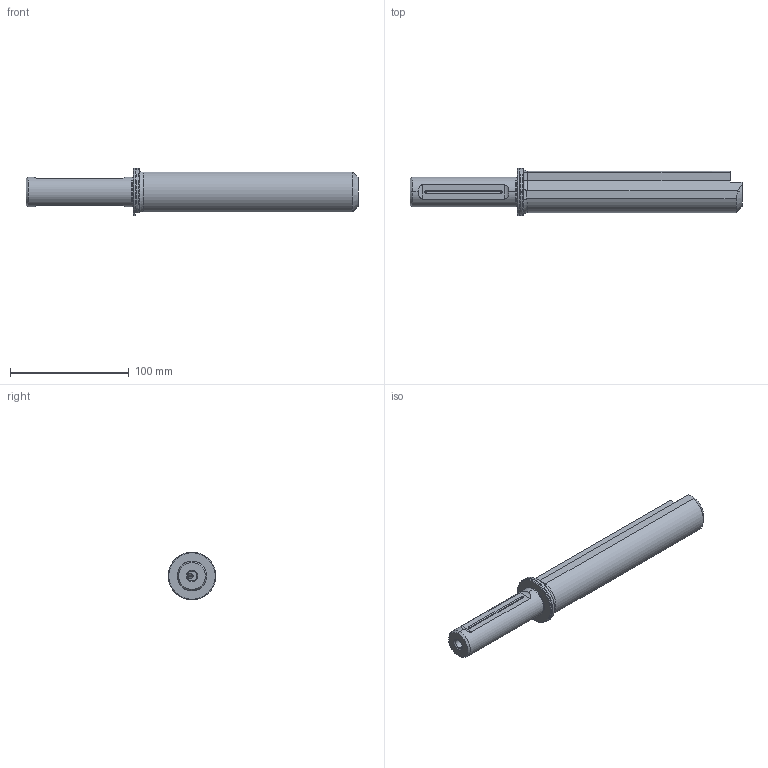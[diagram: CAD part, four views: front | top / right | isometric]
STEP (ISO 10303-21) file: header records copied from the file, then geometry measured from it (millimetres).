
FILE_DESCRIPTION (( 'STEP AP203' ), '1' );
FILE_NAME ('UT-14_16-25-L.STEP', '2023-07-17T07:28:09', ( 'TECNICO' ), ( '' ), 'SwSTEP 2.0', 'SolidWorks 2020', '' );
FILE_SCHEMA (( 'CONFIG_CONTROL_DESIGN' ));
Length unit declared in the file: millimetre
Products named in the file (1): UT-14_16-25-L
Bounding box: 279 x 40 x 40 mm (x, y, z)
Volume: 181317.2 mm3; surface area: 36334.5 mm2
Topology: 1 solids, 1 shells, 104 faces, 259 edges, 160 vertices
Faces by surface type: plane 36, cylinder 32, cone 19, torus 9, sphere 8
Entity records: 3501 total; most frequent: CARTESIAN_POINT 1007, ORIENTED_EDGE 514, DIRECTION 496, EDGE_CURVE 257, AXIS2_PLACEMENT_3D 191, VERTEX_POINT 160, VECTOR 114, LINE 114
